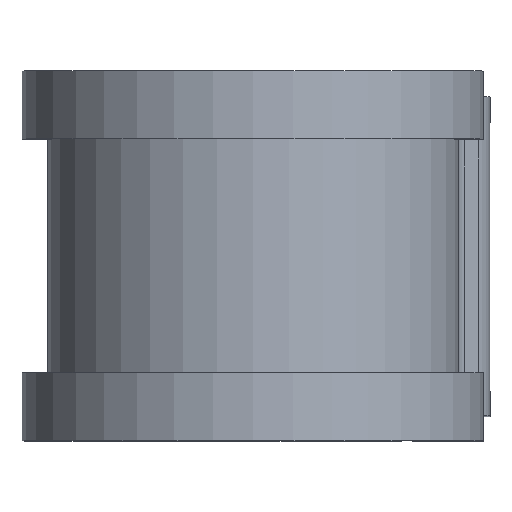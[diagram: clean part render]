
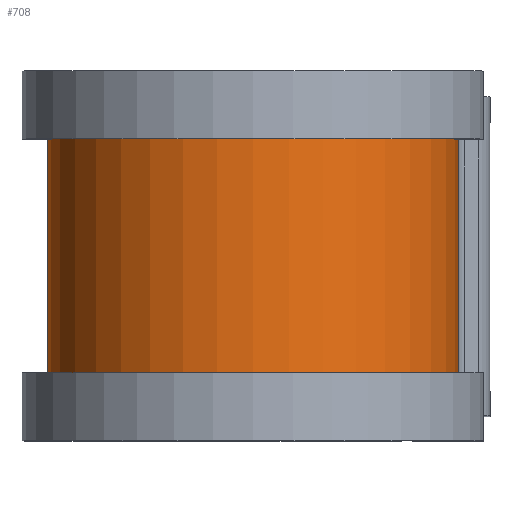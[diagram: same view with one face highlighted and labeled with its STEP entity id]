
A CAD part, top view. The second image highlights one B-rep face of the part: STEP entity #708.
In plain terms, the highlighted cylindrical face has radius 12.268 mm (diameter 24.536 mm), a partial arc.
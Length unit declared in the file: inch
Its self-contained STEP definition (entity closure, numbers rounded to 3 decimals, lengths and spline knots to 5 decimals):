
#58 = FACE_OUTER_BOUND ( 'NONE', #816, .T. ) ;
#61 = CYLINDRICAL_SURFACE ( 'NONE', #428, 0.483 ) ;
#123 = DIRECTION ( 'NONE',  ( 0., 0., -1. ) ) ;
#178 = ORIENTED_EDGE ( 'NONE', *, *, #464, .F. ) ;
#187 = CARTESIAN_POINT ( 'NONE',  ( 0., 0.275, -0.483 ) ) ;
#190 = VERTEX_POINT ( 'NONE', #410 ) ;
#237 = DIRECTION ( 'NONE',  ( 0., -1., 0. ) ) ;
#262 = CIRCLE ( 'NONE', #1309, 0.483 ) ;
#271 = AXIS2_PLACEMENT_3D ( 'NONE', #1478, #687, #1595 ) ;
#410 = CARTESIAN_POINT ( 'NONE',  ( 0., -0.275, -0.483 ) ) ;
#428 = AXIS2_PLACEMENT_3D ( 'NONE', #824, #237, #123 ) ;
#464 = EDGE_CURVE ( 'NONE', #963, #1318, #706, .T. ) ;
#550 = DIRECTION ( 'NONE',  ( 0., -1., 0. ) ) ;
#555 = VERTEX_POINT ( 'NONE', #187 ) ;
#565 = LINE ( 'NONE', #1217, #588 ) ;
#588 = VECTOR ( 'NONE', #550, 39.37008 ) ;
#687 = DIRECTION ( 'NONE',  ( 0., -1., 0. ) ) ;
#706 = LINE ( 'NONE', #796, #1740 ) ;
#708 = ADVANCED_FACE ( 'NONE', ( #58 ), #61, .T. ) ;
#743 = ORIENTED_EDGE ( 'NONE', *, *, #1128, .T. ) ;
#761 = ORIENTED_EDGE ( 'NONE', *, *, #1535, .F. ) ;
#781 = DIRECTION ( 'NONE',  ( 0., -1., 0. ) ) ;
#796 = CARTESIAN_POINT ( 'NONE',  ( 0.483, 0.375, 0. ) ) ;
#816 = EDGE_LOOP ( 'NONE', ( #178, #1365, #743, #761 ) ) ;
#824 = CARTESIAN_POINT ( 'NONE',  ( 0., 0.375, 0. ) ) ;
#913 = EDGE_CURVE ( 'NONE', #963, #555, #262, .T. ) ;
#943 = CARTESIAN_POINT ( 'NONE',  ( 0.483, -0.275, 0. ) ) ;
#963 = VERTEX_POINT ( 'NONE', #1477 ) ;
#1112 = CARTESIAN_POINT ( 'NONE',  ( 0., 0.275, 0. ) ) ;
#1128 = EDGE_CURVE ( 'NONE', #555, #190, #565, .T. ) ;
#1148 = DIRECTION ( 'NONE',  ( 0., -1., 0. ) ) ;
#1181 = CIRCLE ( 'NONE', #271, 0.483 ) ;
#1206 = DIRECTION ( 'NONE',  ( 0., 0., -1. ) ) ;
#1217 = CARTESIAN_POINT ( 'NONE',  ( 0., 0.375, -0.483 ) ) ;
#1309 = AXIS2_PLACEMENT_3D ( 'NONE', #1112, #1148, #1206 ) ;
#1318 = VERTEX_POINT ( 'NONE', #943 ) ;
#1365 = ORIENTED_EDGE ( 'NONE', *, *, #913, .T. ) ;
#1477 = CARTESIAN_POINT ( 'NONE',  ( 0.483, 0.275, 0. ) ) ;
#1478 = CARTESIAN_POINT ( 'NONE',  ( 0., -0.275, 0. ) ) ;
#1535 = EDGE_CURVE ( 'NONE', #1318, #190, #1181, .T. ) ;
#1595 = DIRECTION ( 'NONE',  ( 0., 0., -1. ) ) ;
#1740 = VECTOR ( 'NONE', #781, 39.37008 ) ;
